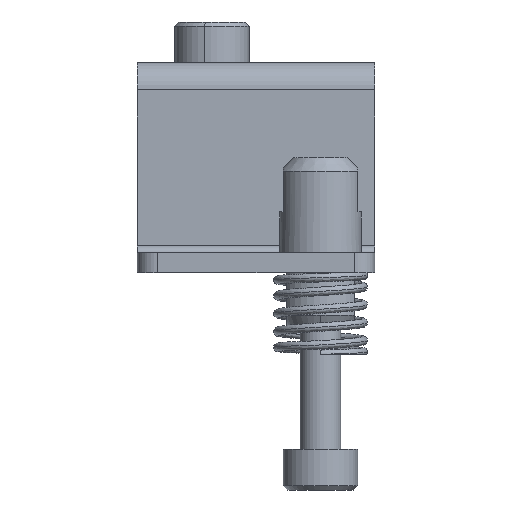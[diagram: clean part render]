
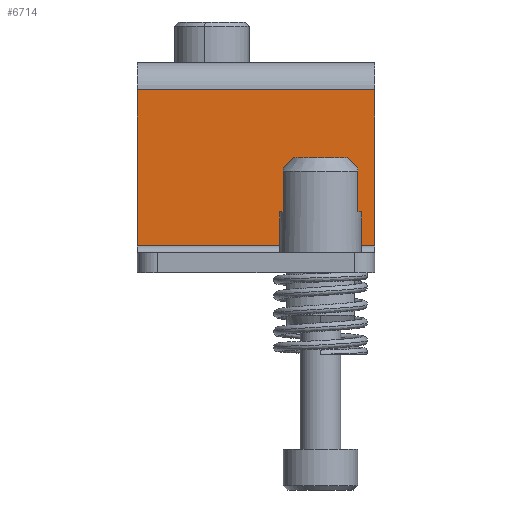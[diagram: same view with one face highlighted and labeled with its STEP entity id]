
A CAD part, left-side view. The second image highlights one B-rep face of the part: STEP entity #6714.
In plain terms, the highlighted planar face has unit normal (-1, 0, 0).
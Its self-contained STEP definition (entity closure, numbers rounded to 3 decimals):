
#39 = CARTESIAN_POINT ( 'NONE',  ( -10., 17.5, -0.5 ) ) ;
#52 = DIRECTION ( 'NONE',  ( 0., 0., 1. ) ) ;
#104 = DIRECTION ( 'NONE',  ( 0., -1., 0. ) ) ;
#398 = ORIENTED_EDGE ( 'NONE', *, *, #1066, .F. ) ;
#609 = VECTOR ( 'NONE', #104, 1000. ) ;
#781 = LINE ( 'NONE', #7362, #6567 ) ;
#934 = ORIENTED_EDGE ( 'NONE', *, *, #5850, .T. ) ;
#1066 = EDGE_CURVE ( 'NONE', #5775, #8238, #2151, .T. ) ;
#1556 = CARTESIAN_POINT ( 'NONE',  ( -10., 17.5, -12. ) ) ;
#2151 = LINE ( 'NONE', #7272, #609 ) ;
#2172 = LINE ( 'NONE', #4376, #2276 ) ;
#2276 = VECTOR ( 'NONE', #2303, 1000. ) ;
#2303 = DIRECTION ( 'NONE',  ( 0., 0., 1. ) ) ;
#2875 = FACE_OUTER_BOUND ( 'NONE', #5536, .T. ) ;
#2949 = PLANE ( 'NONE',  #5988 ) ;
#3060 = CARTESIAN_POINT ( 'NONE',  ( -10., 17.5, -12. ) ) ;
#3726 = LINE ( 'NONE', #1556, #6216 ) ;
#3820 = EDGE_CURVE ( 'NONE', #5600, #5775, #781, .T. ) ;
#4271 = VERTEX_POINT ( 'NONE', #7638 ) ;
#4376 = CARTESIAN_POINT ( 'NONE',  ( -10., 0., 0. ) ) ;
#5149 = ORIENTED_EDGE ( 'NONE', *, *, #3820, .F. ) ;
#5406 = DIRECTION ( 'NONE',  ( 0., -1., 0. ) ) ;
#5446 = ORIENTED_EDGE ( 'NONE', *, *, #8297, .T. ) ;
#5536 = EDGE_LOOP ( 'NONE', ( #934, #398, #5149, #5446 ) ) ;
#5600 = VERTEX_POINT ( 'NONE', #3060 ) ;
#5775 = VERTEX_POINT ( 'NONE', #39 ) ;
#5850 = EDGE_CURVE ( 'NONE', #4271, #8238, #2172, .T. ) ;
#5988 = AXIS2_PLACEMENT_3D ( 'NONE', #6220, #6850, #7510 ) ;
#6216 = VECTOR ( 'NONE', #5406, 1000. ) ;
#6220 = CARTESIAN_POINT ( 'NONE',  ( -10., 17.5, 0. ) ) ;
#6567 = VECTOR ( 'NONE', #52, 1000. ) ;
#6714 = ADVANCED_FACE ( 'NONE', ( #2875 ), #2949, .F. ) ;
#6850 = DIRECTION ( 'NONE',  ( 1., 0., 0. ) ) ;
#7272 = CARTESIAN_POINT ( 'NONE',  ( -10., 17.5, -0.5 ) ) ;
#7362 = CARTESIAN_POINT ( 'NONE',  ( -10., 17.5, 0. ) ) ;
#7510 = DIRECTION ( 'NONE',  ( 0., 0., -1. ) ) ;
#7638 = CARTESIAN_POINT ( 'NONE',  ( -10., 0., -12. ) ) ;
#8238 = VERTEX_POINT ( 'NONE', #8488 ) ;
#8297 = EDGE_CURVE ( 'NONE', #5600, #4271, #3726, .T. ) ;
#8488 = CARTESIAN_POINT ( 'NONE',  ( -10., 0., -0.5 ) ) ;
